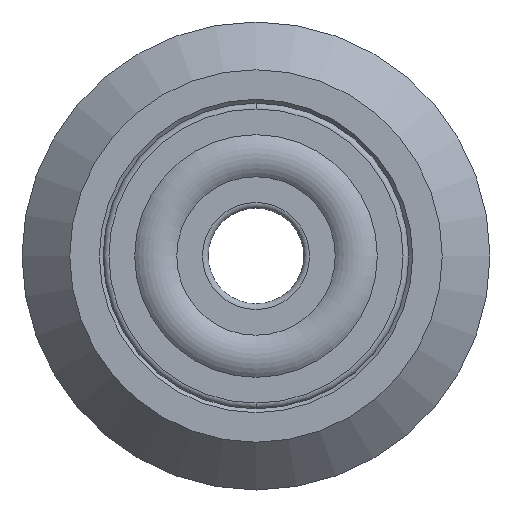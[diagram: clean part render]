
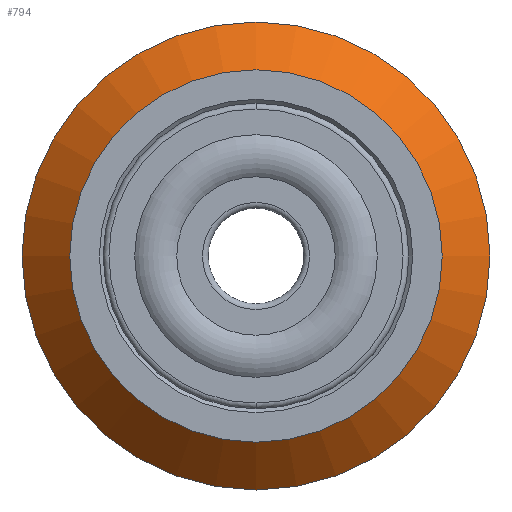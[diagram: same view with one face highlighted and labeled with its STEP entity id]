
A CAD part, left-side view. The second image highlights one B-rep face of the part: STEP entity #794.
In plain terms, the highlighted conical face has half-angle 45 degrees and reference radius 9.75 mm.
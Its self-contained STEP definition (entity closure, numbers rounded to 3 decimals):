
#13=CONICAL_SURFACE('',#938,9.75,0.785);
#81=LINE('',#1457,#103);
#103=VECTOR('',#1203,9.75);
#165=FACE_OUTER_BOUND('',#225,.T.);
#225=EDGE_LOOP('',(#684,#685,#686,#687,#688));
#317=CIRCLE('',#939,12.25);
#318=CIRCLE('',#940,9.75);
#319=CIRCLE('',#941,12.25);
#390=VERTEX_POINT('',#1453);
#391=VERTEX_POINT('',#1454);
#392=VERTEX_POINT('',#1456);
#491=EDGE_CURVE('',#390,#391,#317,.T.);
#492=EDGE_CURVE('',#391,#392,#81,.T.);
#493=EDGE_CURVE('',#392,#392,#318,.F.);
#494=EDGE_CURVE('',#391,#390,#319,.T.);
#684=ORIENTED_EDGE('',*,*,#491,.T.);
#685=ORIENTED_EDGE('',*,*,#492,.T.);
#686=ORIENTED_EDGE('',*,*,#493,.F.);
#687=ORIENTED_EDGE('',*,*,#492,.F.);
#688=ORIENTED_EDGE('',*,*,#494,.T.);
#794=ADVANCED_FACE('',(#165),#13,.T.);
#938=AXIS2_PLACEMENT_3D('',#1452,#1199,#1200);
#939=AXIS2_PLACEMENT_3D('',#1455,#1201,#1202);
#940=AXIS2_PLACEMENT_3D('',#1458,#1204,#1205);
#941=AXIS2_PLACEMENT_3D('',#1459,#1206,#1207);
#1199=DIRECTION('center_axis',(1.,0.,0.));
#1200=DIRECTION('ref_axis',(0.,0.,
-1.));
#1201=DIRECTION('center_axis',(-1.,0.,0.));
#1202=DIRECTION('ref_axis',(0.,-1.,0.));
#1203=DIRECTION('',(-0.707,0.,-0.707));
#1204=DIRECTION('center_axis',(1.,0.,0.));
#1205=DIRECTION('ref_axis',(0.,0.,
-1.));
#1206=DIRECTION('center_axis',(-1.,0.,0.));
#1207=DIRECTION('ref_axis',(0.,-1.,0.));
#1452=CARTESIAN_POINT('Origin',(-5.15,0.,0.));
#1453=CARTESIAN_POINT('',(-2.65,0.,-12.25));
#1454=CARTESIAN_POINT('',(-2.65,0.,12.25));
#1455=CARTESIAN_POINT('Origin',(-2.65,0.,0.));
#1456=CARTESIAN_POINT('',(-5.15,0.,9.75));
#1457=CARTESIAN_POINT('',(-5.15,0.,9.75));
#1458=CARTESIAN_POINT('Origin',(-5.15,0.,0.));
#1459=CARTESIAN_POINT('Origin',(-2.65,0.,0.));
